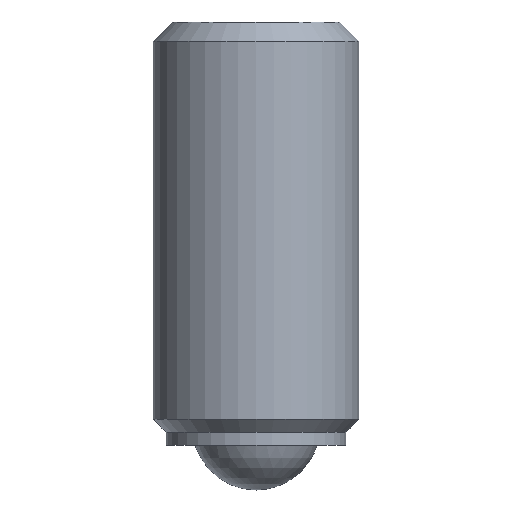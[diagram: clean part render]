
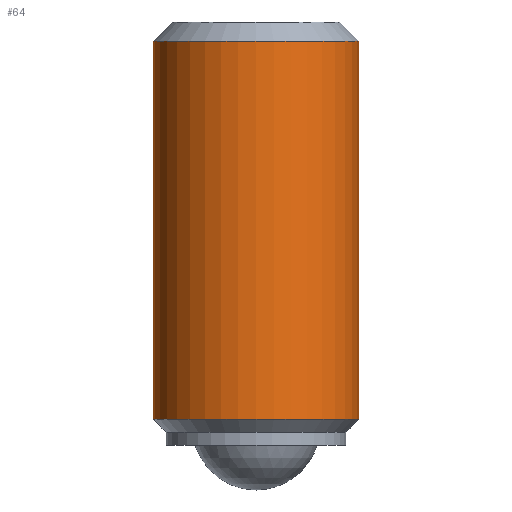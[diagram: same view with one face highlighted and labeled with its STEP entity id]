
A CAD part, front view. The second image highlights one B-rep face of the part: STEP entity #64.
In plain terms, the highlighted cylindrical face has radius 8 mm (diameter 16 mm), a full revolution.
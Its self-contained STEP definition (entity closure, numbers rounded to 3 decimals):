
#64 = ADVANCED_FACE( '', ( #133, #134 ), #135, .T. );
#133 = FACE_OUTER_BOUND( '', #206, .T. );
#134 = FACE_OUTER_BOUND( '', #207, .T. );
#135 = CYLINDRICAL_SURFACE( '', #208, 8. );
#206 = EDGE_LOOP( '', ( #324 ) );
#207 = EDGE_LOOP( '', ( #325 ) );
#208 = AXIS2_PLACEMENT_3D( '', #326, #327, #328 );
#324 = ORIENTED_EDGE( '', *, *, #433, .T. );
#325 = ORIENTED_EDGE( '', *, *, #434, .T. );
#326 = CARTESIAN_POINT( '', ( 0., 0., 57.15 ) );
#327 = DIRECTION( '', ( 0., 0., -1. ) );
#328 = DIRECTION( '', ( 1., 0., 0. ) );
#433 = EDGE_CURVE( '', #510, #510, #511, .T. );
#434 = EDGE_CURVE( '', #512, #512, #513, .T. );
#510 = VERTEX_POINT( '', #617 );
#511 = CIRCLE( '', #618, 8. );
#512 = VERTEX_POINT( '', #619 );
#513 = CIRCLE( '', #620, 8. );
#617 = CARTESIAN_POINT( '', ( -8., 0., 35. ) );
#618 = AXIS2_PLACEMENT_3D( '', #674, #675, #676 );
#619 = CARTESIAN_POINT( '', ( 8., 0., 5.5 ) );
#620 = AXIS2_PLACEMENT_3D( '', #677, #678, #679 );
#674 = CARTESIAN_POINT( '', ( 0., 0., 35. ) );
#675 = DIRECTION( '', ( 0., 0., -1. ) );
#676 = DIRECTION( '', ( -1., 0., 0. ) );
#677 = CARTESIAN_POINT( '', ( 0., 0., 5.5 ) );
#678 = DIRECTION( '', ( 0., 0., 1. ) );
#679 = DIRECTION( '', ( 1., 0., 0. ) );
